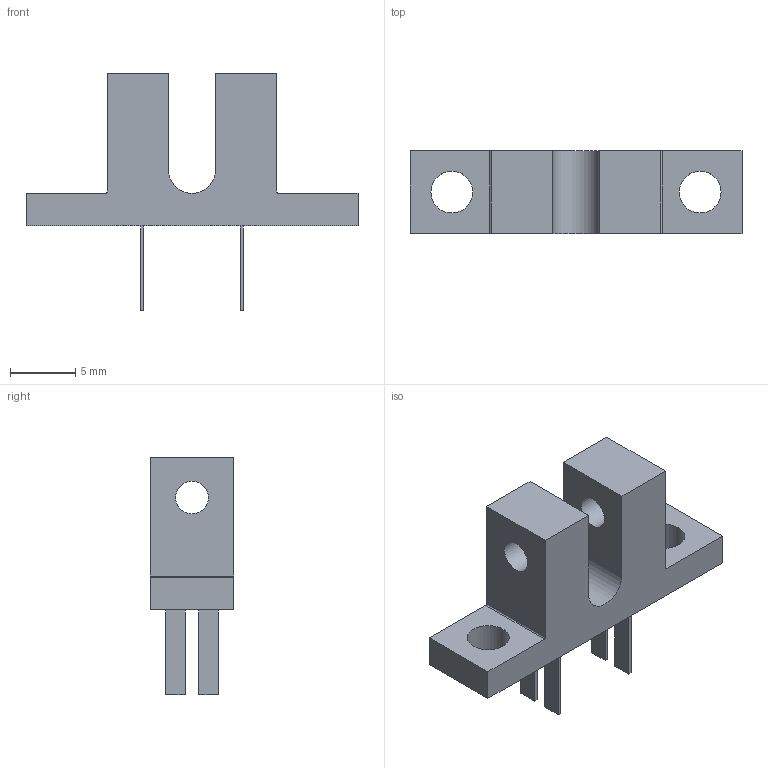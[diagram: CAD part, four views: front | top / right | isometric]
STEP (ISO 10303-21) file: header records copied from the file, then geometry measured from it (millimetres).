
FILE_DESCRIPTION( ( 'Unknown' ), '1' );
FILE_NAME( 'Optoswitch-RS304560.stp', 'Unknown', ( 'Ed Sells' ), ( 'University of Bath' ), 'XStep 1.0', 'Solid Edge v19', ' ' );
FILE_SCHEMA( ( 'CONFIG_CONTROL_DESIGN' ) );
Length unit declared in the file: millimetre
Products named in the file (1): 1
Bounding box: 25.4 x 6.35 x 18.2 mm (x, y, z)
Volume: 884.6 mm3; surface area: 1043.7 mm2
Topology: 1 solids, 1 shells, 40 faces, 104 edges, 70 vertices
Faces by surface type: plane 33, cylinder 7
Full cylindrical faces by diameter (mm): 2.5 x2, 3.2 x2
Entity records: 1240 total; most frequent: CARTESIAN_POINT 207, ORIENTED_EDGE 196, DIRECTION 194, EDGE_CURVE 98, LINE 84, VECTOR 84, VERTEX_POINT 68, EDGE_LOOP 56
